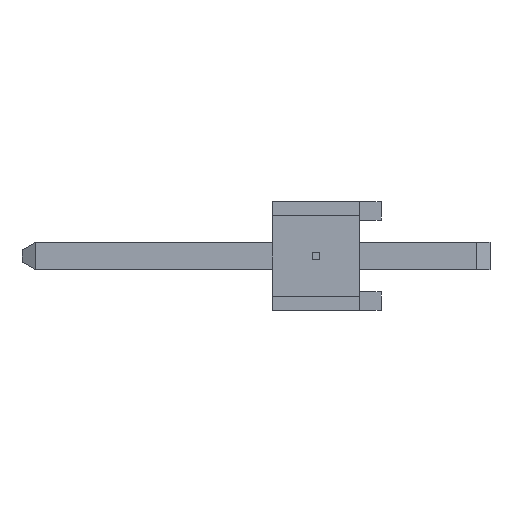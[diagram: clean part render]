
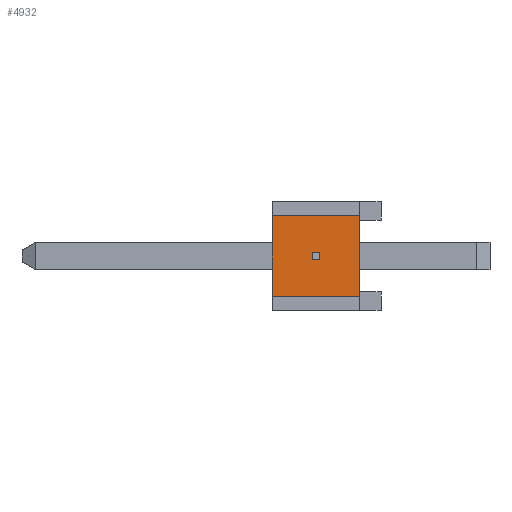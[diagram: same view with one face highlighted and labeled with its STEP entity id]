
A CAD part, left-side view. The second image highlights one B-rep face of the part: STEP entity #4932.
In plain terms, the highlighted planar face has unit normal (-1, 0, 0).
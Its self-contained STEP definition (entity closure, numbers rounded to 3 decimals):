
#358 = VECTOR ( 'NONE', #707, 1000. ) ;
#416 = PLANE ( 'NONE',  #15175 ) ;
#657 = EDGE_CURVE ( 'NONE', #6942, #5723, #12298, .T. ) ;
#707 = DIRECTION ( 'NONE',  ( 0., -1., 0. ) ) ;
#821 = DIRECTION ( 'NONE',  ( 0., 1., 0. ) ) ;
#854 = ORIENTED_EDGE ( 'NONE', *, *, #14897, .F. ) ;
#1039 = ORIENTED_EDGE ( 'NONE', *, *, #657, .F. ) ;
#1397 = DIRECTION ( 'NONE',  ( 0., 0., -1. ) ) ;
#1410 = ORIENTED_EDGE ( 'NONE', *, *, #4186, .F. ) ;
#1618 = LINE ( 'NONE', #6828, #8159 ) ;
#2800 = EDGE_CURVE ( 'NONE', #8314, #4544, #7181, .T. ) ;
#2890 = VERTEX_POINT ( 'NONE', #5790 ) ;
#2979 = VERTEX_POINT ( 'NONE', #10179 ) ;
#3091 = CARTESIAN_POINT ( 'NONE',  ( -9.957, 1.614, 0. ) ) ;
#3181 = CARTESIAN_POINT ( 'NONE',  ( -9.957, 1.434, -0.086 ) ) ;
#3282 = CARTESIAN_POINT ( 'NONE',  ( -9.957, 2.54, 0. ) ) ;
#4186 = EDGE_CURVE ( 'NONE', #2890, #16118, #1618, .T. ) ;
#4387 = CARTESIAN_POINT ( 'NONE',  ( -9.957, 0., 0.94 ) ) ;
#4402 = VERTEX_POINT ( 'NONE', #11437 ) ;
#4544 = VERTEX_POINT ( 'NONE', #14888 ) ;
#4763 = EDGE_LOOP ( 'NONE', ( #5105, #854, #1410, #13853 ) ) ;
#4858 = CARTESIAN_POINT ( 'NONE',  ( -9.957, 0.508, -0.94 ) ) ;
#4932 = ADVANCED_FACE ( 'NONE', ( #8919, #10345 ), #416, .F. ) ;
#5070 = CARTESIAN_POINT ( 'NONE',  ( -9.957, 0., 0. ) ) ;
#5105 = ORIENTED_EDGE ( 'NONE', *, *, #2800, .F. ) ;
#5639 = DIRECTION ( 'NONE',  ( 0., 0., -1. ) ) ;
#5723 = VERTEX_POINT ( 'NONE', #13744 ) ;
#5790 = CARTESIAN_POINT ( 'NONE',  ( -9.957, 1.614, -0.086 ) ) ;
#5856 = LINE ( 'NONE', #8568, #14460 ) ;
#6538 = CARTESIAN_POINT ( 'NONE',  ( -9.957, 1.434, 0.086 ) ) ;
#6627 = EDGE_CURVE ( 'NONE', #2979, #6942, #5856, .T. ) ;
#6828 = CARTESIAN_POINT ( 'NONE',  ( -9.957, 0., -0.086 ) ) ;
#6852 = VECTOR ( 'NONE', #5639, 1000. ) ;
#6942 = VERTEX_POINT ( 'NONE', #4858 ) ;
#7128 = ORIENTED_EDGE ( 'NONE', *, *, #14688, .F. ) ;
#7181 = LINE ( 'NONE', #15637, #15449 ) ;
#8159 = VECTOR ( 'NONE', #14198, 1000. ) ;
#8314 = VERTEX_POINT ( 'NONE', #6538 ) ;
#8568 = CARTESIAN_POINT ( 'NONE',  ( -9.957, 0.508, 0. ) ) ;
#8693 = CARTESIAN_POINT ( 'NONE',  ( -9.957, 0., -0.94 ) ) ;
#8919 = FACE_OUTER_BOUND ( 'NONE', #11444, .T. ) ;
#10179 = CARTESIAN_POINT ( 'NONE',  ( -9.957, 0.508, 0.94 ) ) ;
#10345 = FACE_BOUND ( 'NONE', #4763, .T. ) ;
#10787 = CARTESIAN_POINT ( 'NONE',  ( -9.957, 1.434, 0. ) ) ;
#10982 = DIRECTION ( 'NONE',  ( 0., 0., 1. ) ) ;
#11299 = DIRECTION ( 'NONE',  ( 1., 0., 0. ) ) ;
#11437 = CARTESIAN_POINT ( 'NONE',  ( -9.957, 2.54, 0.94 ) ) ;
#11444 = EDGE_LOOP ( 'NONE', ( #14830, #7128, #1039, #11530 ) ) ;
#11530 = ORIENTED_EDGE ( 'NONE', *, *, #6627, .F. ) ;
#12289 = LINE ( 'NONE', #3282, #15475 ) ;
#12298 = LINE ( 'NONE', #8693, #15839 ) ;
#12495 = EDGE_CURVE ( 'NONE', #4544, #2890, #14298, .T. ) ;
#13051 = LINE ( 'NONE', #4387, #358 ) ;
#13133 = DIRECTION ( 'NONE',  ( 0., 1., 0. ) ) ;
#13227 = LINE ( 'NONE', #10787, #15991 ) ;
#13543 = DIRECTION ( 'NONE',  ( 0., 0., -1. ) ) ;
#13744 = CARTESIAN_POINT ( 'NONE',  ( -9.957, 2.54, -0.94 ) ) ;
#13853 = ORIENTED_EDGE ( 'NONE', *, *, #12495, .F. ) ;
#14174 = EDGE_CURVE ( 'NONE', #4402, #2979, #13051, .T. ) ;
#14198 = DIRECTION ( 'NONE',  ( 0., -1., 0. ) ) ;
#14298 = LINE ( 'NONE', #3091, #6852 ) ;
#14460 = VECTOR ( 'NONE', #13543, 1000. ) ;
#14688 = EDGE_CURVE ( 'NONE', #5723, #4402, #12289, .T. ) ;
#14830 = ORIENTED_EDGE ( 'NONE', *, *, #14174, .F. ) ;
#14888 = CARTESIAN_POINT ( 'NONE',  ( -9.957, 1.614, 0.086 ) ) ;
#14897 = EDGE_CURVE ( 'NONE', #16118, #8314, #13227, .T. ) ;
#15175 = AXIS2_PLACEMENT_3D ( 'NONE', #5070, #11299, #1397 ) ;
#15449 = VECTOR ( 'NONE', #821, 1000. ) ;
#15475 = VECTOR ( 'NONE', #10982, 1000. ) ;
#15637 = CARTESIAN_POINT ( 'NONE',  ( -9.957, 0., 0.086 ) ) ;
#15705 = DIRECTION ( 'NONE',  ( 0., 0., 1. ) ) ;
#15839 = VECTOR ( 'NONE', #13133, 1000. ) ;
#15991 = VECTOR ( 'NONE', #15705, 1000. ) ;
#16118 = VERTEX_POINT ( 'NONE', #3181 ) ;
